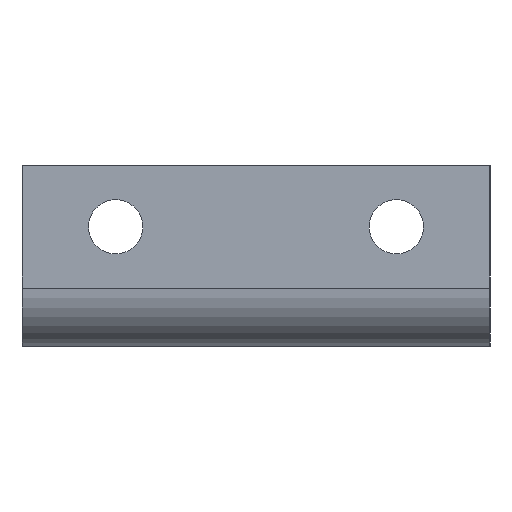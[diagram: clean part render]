
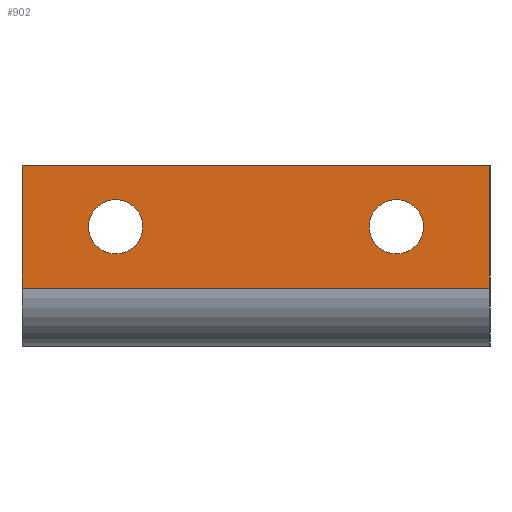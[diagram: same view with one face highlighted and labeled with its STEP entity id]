
A CAD part, left-side view. The second image highlights one B-rep face of the part: STEP entity #902.
In plain terms, the highlighted planar face has unit normal (-1, 0, 0).
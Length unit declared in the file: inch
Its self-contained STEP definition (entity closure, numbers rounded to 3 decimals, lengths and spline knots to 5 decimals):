
#42=FACE_BOUND('',#230,.T.);
#43=FACE_BOUND('',#231,.T.);
#74=CIRCLE('',#965,0.058);
#78=CIRCLE('',#971,0.058);
#157=FACE_OUTER_BOUND('',#229,.T.);
#229=EDGE_LOOP('',(#830,#831,#832,#833));
#230=EDGE_LOOP('',(#834));
#231=EDGE_LOOP('',(#835));
#234=LINE('',#1264,#310);
#289=LINE('',#1461,#365);
#305=LINE('',#1504,#381);
#307=LINE('',#1508,#383);
#310=VECTOR('',#1002,1.);
#365=VECTOR('',#1201,1.);
#381=VECTOR('',#1247,0.262);
#383=VECTOR('',#1253,0.262);
#386=VERTEX_POINT('',#1261);
#387=VERTEX_POINT('',#1263);
#446=VERTEX_POINT('',#1435);
#450=VERTEX_POINT('',#1445);
#456=VERTEX_POINT('',#1458);
#457=VERTEX_POINT('',#1460);
#472=EDGE_CURVE('',#387,#386,#234,.T.);
#556=EDGE_CURVE('',#446,#446,#74,.T.);
#560=EDGE_CURVE('',#450,#450,#78,.T.);
#566=EDGE_CURVE('',#457,#456,#289,.T.);
#589=EDGE_CURVE('',#456,#387,#305,.T.);
#591=EDGE_CURVE('',#457,#386,#307,.T.);
#830=ORIENTED_EDGE('',*,*,#566,.T.);
#831=ORIENTED_EDGE('',*,*,#589,.T.);
#832=ORIENTED_EDGE('',*,*,#472,.T.);
#833=ORIENTED_EDGE('',*,*,#591,.F.);
#834=ORIENTED_EDGE('',*,*,#556,.T.);
#835=ORIENTED_EDGE('',*,*,#560,.T.);
#857=PLANE('',#995);
#902=ADVANCED_FACE('',(#157,#42,#43),#857,.T.);
#965=AXIS2_PLACEMENT_3D('',#1436,#1174,#1175);
#971=AXIS2_PLACEMENT_3D('',#1446,#1186,#1187);
#995=AXIS2_PLACEMENT_3D('',#1509,#1254,#1255);
#1002=DIRECTION('',(0.,1.,0.));
#1174=DIRECTION('center_axis',(1.,0.,0.));
#1175=DIRECTION('ref_axis',(0.,0.,-1.));
#1186=DIRECTION('center_axis',(1.,0.,0.));
#1187=DIRECTION('ref_axis',(0.,0.,-1.));
#1201=DIRECTION('',(0.,-1.,0.));
#1247=DIRECTION('',(0.,0.,1.));
#1253=DIRECTION('',(0.,0.,1.));
#1254=DIRECTION('center_axis',(-1.,0.,0.));
#1255=DIRECTION('ref_axis',(0.,0.,1.));
#1261=CARTESIAN_POINT('',(-1.84626,0.72636,0.387));
#1263=CARTESIAN_POINT('',(-1.84626,-0.27364,0.387));
#1264=CARTESIAN_POINT('',(-1.84626,0.72636,0.387));
#1435=CARTESIAN_POINT('',(-1.84626,0.52636,0.314));
#1436=CARTESIAN_POINT('Origin',(-1.84626,0.52636,0.256));
#1445=CARTESIAN_POINT('',(-1.84626,-0.07364,0.314));
#1446=CARTESIAN_POINT('Origin',(-1.84626,-0.07364,0.256));
#1458=CARTESIAN_POINT('',(-1.84626,-0.27364,0.125));
#1460=CARTESIAN_POINT('',(-1.84626,0.72636,0.125));
#1461=CARTESIAN_POINT('',(-1.84626,-0.27364,0.125));
#1504=CARTESIAN_POINT('',(-1.84626,-0.27364,0.0625));
#1508=CARTESIAN_POINT('',(-1.84626,0.72636,0.0625));
#1509=CARTESIAN_POINT('Origin',(-1.84626,-0.27364,0.0625));
